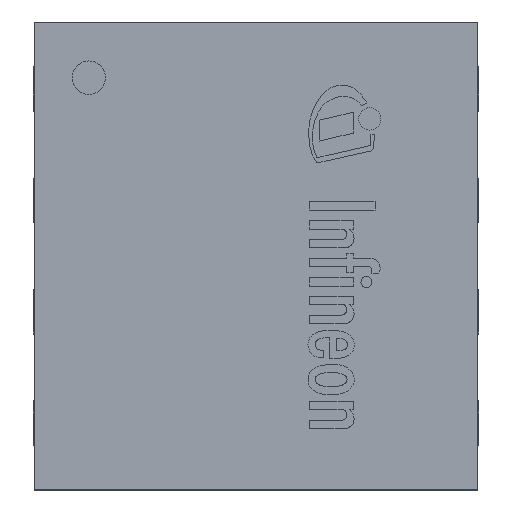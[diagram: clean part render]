
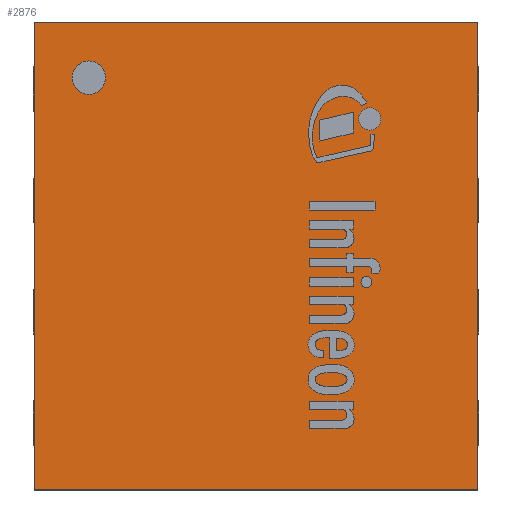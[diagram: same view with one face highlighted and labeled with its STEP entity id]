
A CAD part, top view. The second image highlights one B-rep face of the part: STEP entity #2876.
In plain terms, the highlighted planar face has unit normal (0, 0, 1).
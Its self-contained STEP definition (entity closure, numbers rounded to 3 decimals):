
#120=LINE('',#4038,#453);
#123=LINE('',#4044,#456);
#126=LINE('',#4050,#459);
#129=LINE('',#4054,#462);
#453=VECTOR('',#3295,1.);
#456=VECTOR('',#3300,1.);
#459=VECTOR('',#3305,1.);
#462=VECTOR('',#3310,1.);
#790=PLANE('',#3086);
#932=FACE_BOUND('',#1133,.T.);
#947=FACE_OUTER_BOUND('',#1132,.T.);
#1132=EDGE_LOOP('',(#2059,#2060,#2061,#2062));
#1133=EDGE_LOOP('',(#2063));
#1317=CIRCLE('',#3078,0.15);
#1355=VERTEX_POINT('',#4026);
#1359=VERTEX_POINT('',#4035);
#1360=VERTEX_POINT('',#4037);
#1362=VERTEX_POINT('',#4043);
#1364=VERTEX_POINT('',#4049);
#1629=EDGE_CURVE('',#1355,#1355,#1317,.T.);
#1633=EDGE_CURVE('',#1360,#1359,#120,.T.);
#1636=EDGE_CURVE('',#1362,#1360,#123,.T.);
#1639=EDGE_CURVE('',#1364,#1362,#126,.T.);
#1642=EDGE_CURVE('',#1359,#1364,#129,.T.);
#2059=ORIENTED_EDGE('',*,*,#1642,.T.);
#2060=ORIENTED_EDGE('',*,*,#1639,.T.);
#2061=ORIENTED_EDGE('',*,*,#1636,.T.);
#2062=ORIENTED_EDGE('',*,*,#1633,.T.);
#2063=ORIENTED_EDGE('',*,*,#1629,.T.);
#2876=ADVANCED_FACE('',(#947,#932),#790,.T.);
#3078=AXIS2_PLACEMENT_3D('',#4027,#3285,#3286);
#3086=AXIS2_PLACEMENT_3D('',#4056,#3313,#3314);
#3285=DIRECTION('center_axis',(0.,0.,-1.));
#3286=DIRECTION('ref_axis',(-1.,0.,0.));
#3295=DIRECTION('',(1.,0.,0.));
#3300=DIRECTION('',(0.,-1.,0.));
#3305=DIRECTION('',(-1.,0.,0.));
#3310=DIRECTION('',(0.,1.,0.));
#3313=DIRECTION('center_axis',(0.,0.,1.));
#3314=DIRECTION('ref_axis',(0.,-1.,0.));
#4026=CARTESIAN_POINT('',(-1.35,1.601,0.6));
#4027=CARTESIAN_POINT('Origin',(-1.5,1.601,0.6));
#4035=CARTESIAN_POINT('',(1.99,-2.1,0.6));
#4037=CARTESIAN_POINT('',(-1.99,-2.1,0.6));
#4038=CARTESIAN_POINT('',(1.99,-2.1,0.6));
#4043=CARTESIAN_POINT('',(-1.99,2.1,0.6));
#4044=CARTESIAN_POINT('',(-1.99,-2.1,0.6));
#4049=CARTESIAN_POINT('',(1.99,2.1,0.6));
#4050=CARTESIAN_POINT('',(-1.99,2.1,0.6));
#4054=CARTESIAN_POINT('',(1.99,2.1,0.6));
#4056=CARTESIAN_POINT('Origin',(0.,0.,
0.6));
